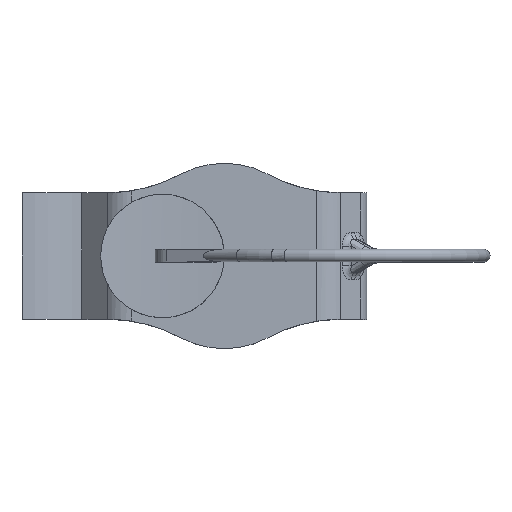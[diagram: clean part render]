
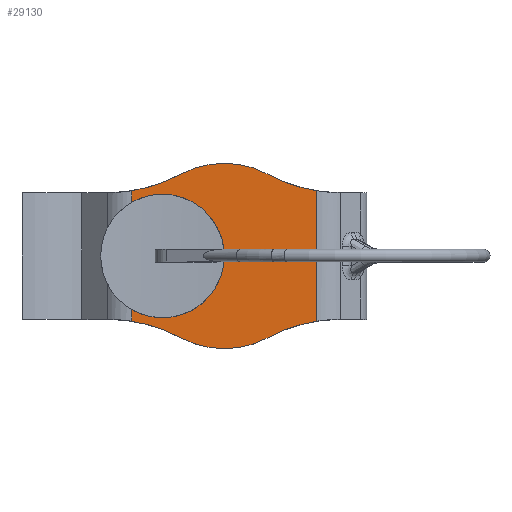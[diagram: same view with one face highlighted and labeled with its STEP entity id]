
A CAD part, top view. The second image highlights one B-rep face of the part: STEP entity #29130.
In plain terms, the highlighted planar face has unit normal (0, 0, 1).
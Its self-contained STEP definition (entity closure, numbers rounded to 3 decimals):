
#14190=CARTESIAN_POINT('',(-226.842,141.471,
1.35));
#14200=VERTEX_POINT('',#14190);
#14900=CARTESIAN_POINT('',(-237.755,152.384,
1.35));
#14910=VERTEX_POINT('',#14900);
#14940=CARTESIAN_POINT('',(-309.349,223.978,
1.35));
#14950=DIRECTION('',(-0.707,0.707,0.));
#14960=VECTOR('',#14950,1.);
#14970=LINE('',#14940,#14960);
#14980=EDGE_CURVE('',#14200,#14910,#14970,.T.);
#15860=CARTESIAN_POINT('',(-216.236,126.928,
1.35));
#15870=DIRECTION('',(0.,0.,1.));
#15880=DIRECTION('',(1.,0.,0.));
#15890=AXIS2_PLACEMENT_3D('',#15860,#15870,#15880);
#15900=CIRCLE('',#15890,18.);
#15910=CARTESIAN_POINT('',(-221.41,144.168,
1.35));
#15920=VERTEX_POINT('',#15910);
#15930=EDGE_CURVE('',#15920,#14200,#15900,.T.);
#18430=CARTESIAN_POINT('',(-235.058,157.816,
1.35));
#18440=VERTEX_POINT('',#18430);
#18470=CARTESIAN_POINT('',(-252.298,162.99,
1.35));
#18480=DIRECTION('',(0.,0.,-1.));
#18490=DIRECTION('',(0.,1.,0.));
#18500=AXIS2_PLACEMENT_3D('',#18470,#18480,#18490);
#18510=CIRCLE('',#18500,18.);
#18520=EDGE_CURVE('',#18440,#14910,#18510,.T.);
#18840=CARTESIAN_POINT('',(-227.711,165.163,
1.35));
#18850=VERTEX_POINT('',#18840);
#18880=CARTESIAN_POINT('',(-224.561,154.666,1.35
));
#18890=DIRECTION('',(0.,0.,-1.));
#18900=DIRECTION('',(-0.707,-0.707,0.));
#18910=AXIS2_PLACEMENT_3D('',#18880,#18890,#18900);
#18920=CIRCLE('',#18910,10.96);
#18930=EDGE_CURVE('',#18440,#18850,#18920,.T.);
#19660=CARTESIAN_POINT('',(-222.279,167.86,
1.35));
#19670=VERTEX_POINT('',#19660);
#19720=CARTESIAN_POINT('',(-232.886,182.403,
1.35));
#19730=DIRECTION('',(0.,0.,-1.));
#19740=DIRECTION('',(0.,1.,0.));
#19750=AXIS2_PLACEMENT_3D('',#19720,#19730,#19740);
#19760=CIRCLE('',#19750,18.);
#19770=EDGE_CURVE('',#19670,#18850,#19760,.T.);
#21870=CARTESIAN_POINT('',(-212.35,157.931,
1.35));
#21880=VERTEX_POINT('',#21870);
#21910=CARTESIAN_POINT('',(-219.399,159.828,
1.35));
#21920=DIRECTION('',(0.,0.,1.));
#21930=DIRECTION('',(0.707,0.707,0.));
#21940=AXIS2_PLACEMENT_3D('',#21910,#21920,#21930);
#21950=CIRCLE('',#21940,7.3);
#21960=CARTESIAN_POINT('',(-224.561,154.666,1.35
));
#21970=VERTEX_POINT('',#21960);
#21980=EDGE_CURVE('',#21970,#21880,#21950,.T.);
#28660=CARTESIAN_POINT('',(-198.892,128.543,
1.35));
#28670=DIRECTION('',(0.,0.,-1.));
#28680=DIRECTION('',(0.707,0.707,
0.));
#28690=AXIS2_PLACEMENT_3D('',#28660,#28670,#28680);
#28700=PLANE('',#28690);
#28710=CARTESIAN_POINT('',(-242.719,188.299,
1.35));
#28720=DIRECTION('',(0.707,-0.707,
0.));
#28730=VECTOR('',#28720,1.);
#28740=LINE('',#28710,#28730);
#28750=CARTESIAN_POINT('',(-211.366,156.947,
1.35));
#28760=VERTEX_POINT('',#28750);
#28770=EDGE_CURVE('',#21880,#28760,#28740,.T.);
#28780=ORIENTED_EDGE('',*,*,#28770,.F.);
#28790=CARTESIAN_POINT('',(-196.823,146.341,
1.35));
#28800=DIRECTION('',(0.,0.,1.));
#28810=DIRECTION('',(1.,0.,0.));
#28820=AXIS2_PLACEMENT_3D('',#28790,#28800,#28810);
#28830=CIRCLE('',#28820,18.);
#28840=CARTESIAN_POINT('',(-214.063,151.515,
1.35));
#28850=VERTEX_POINT('',#28840);
#28860=EDGE_CURVE('',#28760,#28850,#28830,.T.);
#28870=ORIENTED_EDGE('',*,*,#28860,.F.);
#28880=CARTESIAN_POINT('',(-224.561,154.666,1.35
));
#28890=DIRECTION('',(0.,0.,1.));
#28900=DIRECTION('',(-0.707,-0.707,0.));
#28910=AXIS2_PLACEMENT_3D('',#28880,#28890,#28900);
#28920=CIRCLE('',#28910,10.96);
#28930=EDGE_CURVE('',#15920,#28850,#28920,.T.);
#28940=ORIENTED_EDGE('',*,*,#28930,.T.);
#28950=ORIENTED_EDGE('',*,*,#15930,.F.);
#28960=ORIENTED_EDGE('',*,*,#14980,.F.);
#28970=ORIENTED_EDGE('',*,*,#18520,.T.);
#28980=ORIENTED_EDGE('',*,*,#18930,.F.);
#28990=ORIENTED_EDGE('',*,*,#19770,.T.);
#29000=CARTESIAN_POINT('',(-190.927,136.508,
1.35));
#29010=DIRECTION('',(-0.707,0.707,
0.));
#29020=VECTOR('',#29010,1.);
#29030=LINE('',#29000,#29020);
#29040=CARTESIAN_POINT('',(-221.296,166.877,
1.35));
#29050=VERTEX_POINT('',#29040);
#29060=EDGE_CURVE('',#29050,#19670,#29030,.T.);
#29070=ORIENTED_EDGE('',*,*,#29060,.T.);
#29080=EDGE_CURVE('',#29050,#21970,#21950,.T.);
#29090=ORIENTED_EDGE('',*,*,#29080,.F.);
#29100=ORIENTED_EDGE('',*,*,#21980,.F.);
#29110=EDGE_LOOP('',(#29100,#29090,#29070,#28990,#28980,#28970,#28960,
#28950,#28940,#28870,#28780));
#29120=FACE_OUTER_BOUND('',#29110,.T.);
#29130=ADVANCED_FACE('',(#29120),#28700,.F.);
